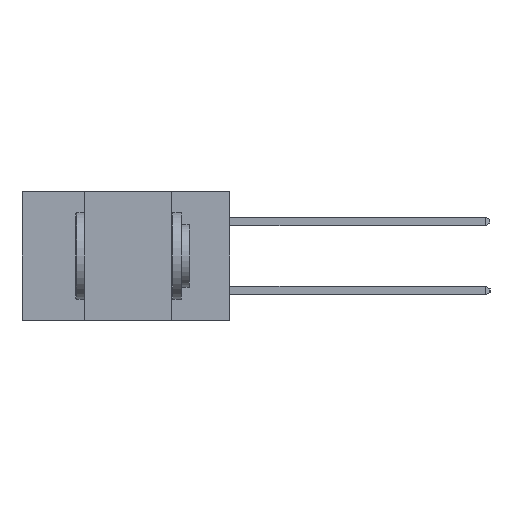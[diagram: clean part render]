
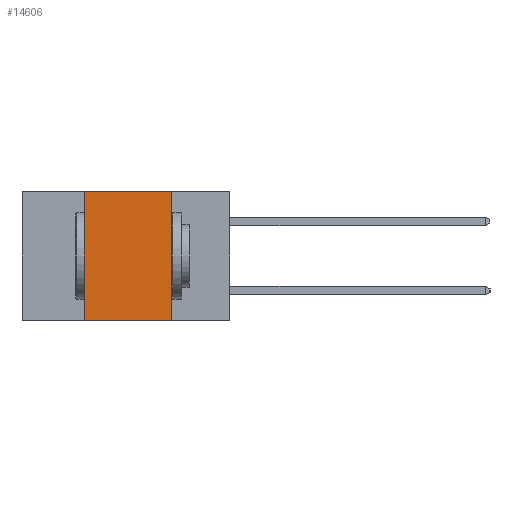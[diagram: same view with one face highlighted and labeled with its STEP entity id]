
A CAD part, left-side view. The second image highlights one B-rep face of the part: STEP entity #14606.
In plain terms, the highlighted planar face has unit normal (-1, 0, 0).
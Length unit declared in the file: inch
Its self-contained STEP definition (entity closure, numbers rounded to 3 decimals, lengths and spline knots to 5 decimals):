
#295 = EDGE_CURVE ( 'NONE', #14623, #20612, #13132, .T. ) ;
#796 = VECTOR ( 'NONE', #10949, 39.37008 ) ;
#1463 = EDGE_CURVE ( 'NONE', #20612, #1662, #8278, .T. ) ;
#1662 = VERTEX_POINT ( 'NONE', #9729 ) ;
#2683 = AXIS2_PLACEMENT_3D ( 'NONE', #14863, #9213, #22364 ) ;
#3010 = CARTESIAN_POINT ( 'NONE',  ( 0., 0.42, -0.37 ) ) ;
#3160 = VECTOR ( 'NONE', #5790, 39.37008 ) ;
#4404 = CARTESIAN_POINT ( 'NONE',  ( 0., 0.17, -0.37 ) ) ;
#5334 = LINE ( 'NONE', #22127, #796 ) ;
#5447 = CARTESIAN_POINT ( 'NONE',  ( 0., 0.42, 0. ) ) ;
#5790 = DIRECTION ( 'NONE',  ( 0., 0., -1. ) ) ;
#5968 = ORIENTED_EDGE ( 'NONE', *, *, #15570, .T. ) ;
#7622 = ORIENTED_EDGE ( 'NONE', *, *, #1463, .F. ) ;
#8034 = VECTOR ( 'NONE', #16904, 39.37008 ) ;
#8278 = LINE ( 'NONE', #4404, #3160 ) ;
#8459 = VECTOR ( 'NONE', #23045, 39.37008 ) ;
#9213 = DIRECTION ( 'NONE',  ( 1., 0., 0. ) ) ;
#9729 = CARTESIAN_POINT ( 'NONE',  ( 0., 0.17, -0.37 ) ) ;
#10277 = FACE_OUTER_BOUND ( 'NONE', #23528, .T. ) ;
#10949 = DIRECTION ( 'NONE',  ( 0., 0., 1. ) ) ;
#11006 = EDGE_CURVE ( 'NONE', #12929, #14623, #5334, .T. ) ;
#12929 = VERTEX_POINT ( 'NONE', #3010 ) ;
#13132 = LINE ( 'NONE', #21205, #8034 ) ;
#13760 = CARTESIAN_POINT ( 'NONE',  ( 0., 0.6, -0.37 ) ) ;
#14606 = ADVANCED_FACE ( 'NONE', ( #10277 ), #20478, .F. ) ;
#14623 = VERTEX_POINT ( 'NONE', #5447 ) ;
#14863 = CARTESIAN_POINT ( 'NONE',  ( 0., 0.6, 0. ) ) ;
#15570 = EDGE_CURVE ( 'NONE', #12929, #1662, #22861, .T. ) ;
#16904 = DIRECTION ( 'NONE',  ( 0., -1., 0. ) ) ;
#18118 = ORIENTED_EDGE ( 'NONE', *, *, #11006, .F. ) ;
#18963 = CARTESIAN_POINT ( 'NONE',  ( 0., 0.17, 0. ) ) ;
#20478 = PLANE ( 'NONE',  #2683 ) ;
#20612 = VERTEX_POINT ( 'NONE', #18963 ) ;
#21128 = ORIENTED_EDGE ( 'NONE', *, *, #295, .F. ) ;
#21205 = CARTESIAN_POINT ( 'NONE',  ( 0., 0.6, 0. ) ) ;
#22127 = CARTESIAN_POINT ( 'NONE',  ( 0., 0.42, -0.37 ) ) ;
#22364 = DIRECTION ( 'NONE',  ( 0., 0., -1. ) ) ;
#22861 = LINE ( 'NONE', #13760, #8459 ) ;
#23045 = DIRECTION ( 'NONE',  ( 0., -1., 0. ) ) ;
#23528 = EDGE_LOOP ( 'NONE', ( #7622, #21128, #18118, #5968 ) ) ;
